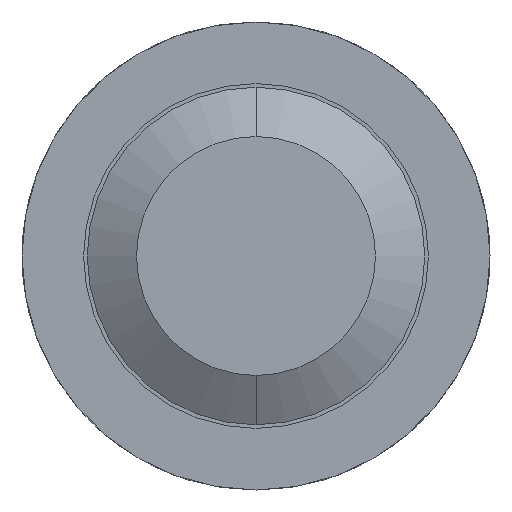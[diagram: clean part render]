
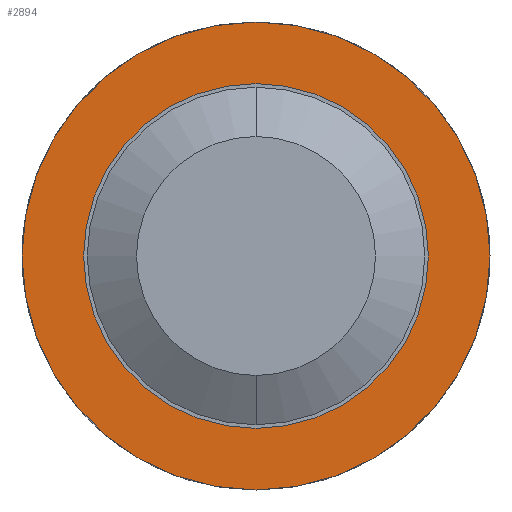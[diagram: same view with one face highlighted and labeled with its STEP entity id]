
A CAD part, front view. The second image highlights one B-rep face of the part: STEP entity #2894.
In plain terms, the highlighted planar face has unit normal (0, -1, 0).
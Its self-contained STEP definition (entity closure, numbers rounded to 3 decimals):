
#443 = CIRCLE ( 'NONE', #2814, 0.95 ) ;
#505 = ORIENTED_EDGE ( 'NONE', *, *, #2683, .T. ) ;
#544 = CIRCLE ( 'NONE', #1152, 0.95 ) ;
#560 = CARTESIAN_POINT ( 'NONE',  ( 0., -2.5, 0.95 ) ) ;
#644 = PLANE ( 'NONE',  #1111 ) ;
#776 = ORIENTED_EDGE ( 'NONE', *, *, #3233, .F. ) ;
#840 = DIRECTION ( 'NONE',  ( 0., 1., 0. ) ) ;
#902 = DIRECTION ( 'NONE',  ( 0., 1., 0. ) ) ;
#943 = DIRECTION ( 'NONE',  ( 0., 0., 1. ) ) ;
#1111 = AXIS2_PLACEMENT_3D ( 'NONE', #1794, #902, #943 ) ;
#1141 = EDGE_CURVE ( 'Defeature ausgef�hrt3_16+Defeature ausgef�hrt3_10+Defeature ausgef�hrt3_10+Defeature ausgef�hrt3_10', #1280, #2921, #2651, .T. ) ;
#1152 = AXIS2_PLACEMENT_3D ( 'NONE', #2001, #2052, #2298 ) ;
#1280 = VERTEX_POINT ( 'NONE', #1871 ) ;
#1386 = VERTEX_POINT ( 'NONE', #1883 ) ;
#1446 = CARTESIAN_POINT ( 'NONE',  ( 0., -2.5, 0. ) ) ;
#1457 = DIRECTION ( 'NONE',  ( 0., 1., 0. ) ) ;
#1640 = EDGE_CURVE ( 'Defeature ausgef�hrt3_15+Defeature ausgef�hrt3_16+Defeature ausgef�hrt3_16+Defeature ausgef�hrt3_16', #3339, #1386, #544, .T. ) ;
#1724 = DIRECTION ( 'NONE',  ( 0., 1., 0. ) ) ;
#1735 = CARTESIAN_POINT ( 'NONE',  ( 0., -2.5, 0. ) ) ;
#1776 = ORIENTED_EDGE ( 'NONE', *, *, #1640, .F. ) ;
#1794 = CARTESIAN_POINT ( 'NONE',  ( 0.95, -2.5, 0. ) ) ;
#1871 = CARTESIAN_POINT ( 'NONE',  ( 0., -2.5, 0.685 ) ) ;
#1883 = CARTESIAN_POINT ( 'NONE',  ( 0., -2.5, -0.95 ) ) ;
#2001 = CARTESIAN_POINT ( 'NONE',  ( 0., -2.5, 0. ) ) ;
#2033 = CARTESIAN_POINT ( 'NONE',  ( 0., -2.5, -0.685 ) ) ;
#2052 = DIRECTION ( 'NONE',  ( 0., 1., 0. ) ) ;
#2089 = DIRECTION ( 'NONE',  ( 0., 0., 1. ) ) ;
#2298 = DIRECTION ( 'NONE',  ( 0., 0., 1. ) ) ;
#2355 = AXIS2_PLACEMENT_3D ( 'NONE', #1446, #1724, #2089 ) ;
#2504 = AXIS2_PLACEMENT_3D ( 'NONE', #1735, #840, #3435 ) ;
#2651 = CIRCLE ( 'NONE', #2355, 0.685 ) ;
#2679 = CIRCLE ( 'NONE', #2504, 0.685 ) ;
#2683 = EDGE_CURVE ( 'Defeature ausgef�hrt3_16+Defeature ausgef�hrt3_10+Defeature ausgef�hrt3_10+Defeature ausgef�hrt3_10', #2921, #1280, #2679, .T. ) ;
#2722 = FACE_OUTER_BOUND ( 'NONE', #2926, .T. ) ;
#2814 = AXIS2_PLACEMENT_3D ( 'NONE', #3150, #1457, #3099 ) ;
#2894 = ADVANCED_FACE ( 'Defeature ausgef�hrt3_16', ( #2722, #3035 ), #644, .F. ) ;
#2921 = VERTEX_POINT ( 'NONE', #2033 ) ;
#2926 = EDGE_LOOP ( 'NONE', ( #1776, #776 ) ) ;
#3035 = FACE_BOUND ( 'NONE', #3467, .T. ) ;
#3099 = DIRECTION ( 'NONE',  ( 0., 0., 1. ) ) ;
#3150 = CARTESIAN_POINT ( 'NONE',  ( 0., -2.5, 0. ) ) ;
#3233 = EDGE_CURVE ( 'Defeature ausgef�hrt3_15+Defeature ausgef�hrt3_16+Defeature ausgef�hrt3_16+Defeature ausgef�hrt3_16', #1386, #3339, #443, .T. ) ;
#3339 = VERTEX_POINT ( 'NONE', #560 ) ;
#3435 = DIRECTION ( 'NONE',  ( 0., 0., 1. ) ) ;
#3444 = ORIENTED_EDGE ( 'NONE', *, *, #1141, .T. ) ;
#3467 = EDGE_LOOP ( 'NONE', ( #3444, #505 ) ) ;
